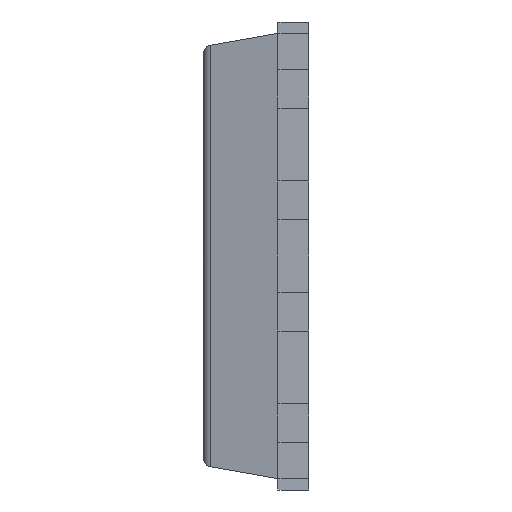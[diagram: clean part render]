
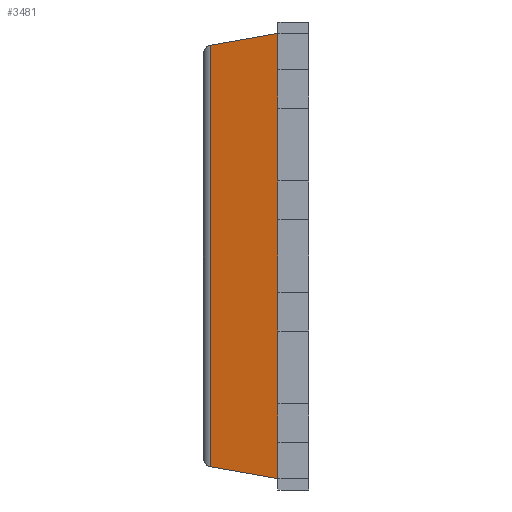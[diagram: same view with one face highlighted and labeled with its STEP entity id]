
A CAD part, left-side view. The second image highlights one B-rep face of the part: STEP entity #3481.
In plain terms, the highlighted planar face has unit normal (-0.985, 0.174, 0).
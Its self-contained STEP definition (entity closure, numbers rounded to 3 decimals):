
#108 = CARTESIAN_POINT ( 'NONE',  ( -2.815, 1.117, -2.388 ) ) ;
#115 = ORIENTED_EDGE ( 'NONE', *, *, #4957, .F. ) ;
#135 = PLANE ( 'NONE',  #4877 ) ;
#170 = LINE ( 'NONE', #3645, #3791 ) ;
#188 = ORIENTED_EDGE ( 'NONE', *, *, #4158, .F. ) ;
#190 = CARTESIAN_POINT ( 'NONE',  ( -2.95, 0.35, -0.855 ) ) ;
#193 = DIRECTION ( 'NONE',  ( 0., 0., -1. ) ) ;
#232 = CARTESIAN_POINT ( 'NONE',  ( -2.95, 0.35, 2.125 ) ) ;
#251 = EDGE_CURVE ( 'NONE', #2719, #446, #170, .T. ) ;
#300 = DIRECTION ( 'NONE',  ( 0., 0., -1. ) ) ;
#386 = LINE ( 'NONE', #4642, #5105 ) ;
#446 = VERTEX_POINT ( 'NONE', #5484 ) ;
#470 = VERTEX_POINT ( 'NONE', #232 ) ;
#496 = VECTOR ( 'NONE', #300, 1000. ) ;
#606 = CARTESIAN_POINT ( 'NONE',  ( -2.95, 0.35, 2.538 ) ) ;
#656 = LINE ( 'NONE', #1459, #5601 ) ;
#750 = DIRECTION ( 'NONE',  ( 0., 0., -1. ) ) ;
#854 = LINE ( 'NONE', #4799, #3356 ) ;
#895 = EDGE_LOOP ( 'NONE', ( #3667, #3283, #5459, #188, #3824, #5304, #5504, #5295, #115, #1777, #1998, #2031 ) ) ;
#951 = LINE ( 'NONE', #3073, #3813 ) ;
#961 = EDGE_CURVE ( 'NONE', #5567, #3500, #951, .T. ) ;
#990 = VECTOR ( 'NONE', #3768, 1000. ) ;
#1092 = CARTESIAN_POINT ( 'NONE',  ( -2.95, 0.35, 1.685 ) ) ;
#1185 = EDGE_CURVE ( 'NONE', #5301, #5567, #386, .T. ) ;
#1195 = DIRECTION ( 'NONE',  ( 0., 0., -1. ) ) ;
#1225 = CARTESIAN_POINT ( 'NONE',  ( -2.95, 0.35, -2.537 ) ) ;
#1416 = VERTEX_POINT ( 'NONE', #2249 ) ;
#1459 = CARTESIAN_POINT ( 'NONE',  ( -2.95, 0.35, -2.537 ) ) ;
#1495 = CARTESIAN_POINT ( 'NONE',  ( -2.73, 1.596, 2.318 ) ) ;
#1673 = VERTEX_POINT ( 'NONE', #4899 ) ;
#1719 = VERTEX_POINT ( 'NONE', #4365 ) ;
#1777 = ORIENTED_EDGE ( 'NONE', *, *, #251, .F. ) ;
#1834 = EDGE_CURVE ( 'NONE', #5480, #3299, #3656, .T. ) ;
#1870 = CARTESIAN_POINT ( 'NONE',  ( -2.95, 0.35, -0.415 ) ) ;
#1994 = CARTESIAN_POINT ( 'NONE',  ( -2.95, 0.35, -2.537 ) ) ;
#1998 = ORIENTED_EDGE ( 'NONE', *, *, #3752, .F. ) ;
#2031 = ORIENTED_EDGE ( 'NONE', *, *, #3907, .F. ) ;
#2249 = CARTESIAN_POINT ( 'NONE',  ( -2.95, 0.35, 0.415 ) ) ;
#2256 = CARTESIAN_POINT ( 'NONE',  ( -2.718, 1.665, -2.306 ) ) ;
#2304 = VERTEX_POINT ( 'NONE', #4619 ) ;
#2306 = DIRECTION ( 'NONE',  ( 0., 0., -1. ) ) ;
#2356 = FACE_OUTER_BOUND ( 'NONE', #895, .T. ) ;
#2389 = VECTOR ( 'NONE', #4966, 1000. ) ;
#2484 = VECTOR ( 'NONE', #750, 1000. ) ;
#2499 = CARTESIAN_POINT ( 'NONE',  ( -2.95, 0.35, -2.537 ) ) ;
#2611 = EDGE_CURVE ( 'NONE', #1673, #2304, #4874, .T. ) ;
#2693 = VECTOR ( 'NONE', #1195, 1000. ) ;
#2719 = VERTEX_POINT ( 'NONE', #1092 ) ;
#2852 = LINE ( 'NONE', #5073, #496 ) ;
#3003 = DIRECTION ( 'NONE',  ( 0., 0., -1. ) ) ;
#3005 = LINE ( 'NONE', #1994, #990 ) ;
#3050 = DIRECTION ( 'NONE',  ( 0., 0., -1. ) ) ;
#3059 = DIRECTION ( 'NONE',  ( -0.985, 0.174, 0. ) ) ;
#3073 = CARTESIAN_POINT ( 'NONE',  ( -2.95, 0.35, -2.537 ) ) ;
#3177 = VECTOR ( 'NONE', #4470, 1000. ) ;
#3217 = LINE ( 'NONE', #108, #2389 ) ;
#3255 = DIRECTION ( 'NONE',  ( 0., 0., -1. ) ) ;
#3267 = DIRECTION ( 'NONE',  ( -0.171, -0.97, 0.171 ) ) ;
#3283 = ORIENTED_EDGE ( 'NONE', *, *, #3498, .T. ) ;
#3299 = VERTEX_POINT ( 'NONE', #606 ) ;
#3356 = VECTOR ( 'NONE', #3050, 1000. ) ;
#3481 = ADVANCED_FACE ( 'NONE', ( #2356 ), #135, .T. ) ;
#3498 = EDGE_CURVE ( 'NONE', #5480, #1673, #3217, .T. ) ;
#3500 = VERTEX_POINT ( 'NONE', #4111 ) ;
#3645 = CARTESIAN_POINT ( 'NONE',  ( -2.95, 0.35, -2.537 ) ) ;
#3656 = LINE ( 'NONE', #1495, #4918 ) ;
#3667 = ORIENTED_EDGE ( 'NONE', *, *, #1834, .F. ) ;
#3752 = EDGE_CURVE ( 'NONE', #470, #2719, #4261, .T. ) ;
#3768 = DIRECTION ( 'NONE',  ( 0., 0., -1. ) ) ;
#3791 = VECTOR ( 'NONE', #2306, 1000. ) ;
#3813 = VECTOR ( 'NONE', #4822, 1000. ) ;
#3824 = ORIENTED_EDGE ( 'NONE', *, *, #5087, .F. ) ;
#3907 = EDGE_CURVE ( 'NONE', #3299, #470, #656, .T. ) ;
#4111 = CARTESIAN_POINT ( 'NONE',  ( -2.95, 0.35, -1.685 ) ) ;
#4158 = EDGE_CURVE ( 'NONE', #1719, #2304, #3005, .T. ) ;
#4261 = LINE ( 'NONE', #2499, #2484 ) ;
#4365 = CARTESIAN_POINT ( 'NONE',  ( -2.95, 0.35, -2.125 ) ) ;
#4470 = DIRECTION ( 'NONE',  ( -0.171, -0.97, -0.171 ) ) ;
#4481 = CARTESIAN_POINT ( 'NONE',  ( -2.8, 1.2, 0. ) ) ;
#4515 = EDGE_CURVE ( 'NONE', #1416, #5301, #854, .T. ) ;
#4619 = CARTESIAN_POINT ( 'NONE',  ( -2.95, 0.35, -2.537 ) ) ;
#4642 = CARTESIAN_POINT ( 'NONE',  ( -2.95, 0.35, -2.537 ) ) ;
#4799 = CARTESIAN_POINT ( 'NONE',  ( -2.95, 0.35, -2.537 ) ) ;
#4822 = DIRECTION ( 'NONE',  ( 0., 0., -1. ) ) ;
#4874 = LINE ( 'NONE', #2256, #3177 ) ;
#4877 = AXIS2_PLACEMENT_3D ( 'NONE', #4481, #3059, #193 ) ;
#4899 = CARTESIAN_POINT ( 'NONE',  ( -2.815, 1.117, -2.402 ) ) ;
#4918 = VECTOR ( 'NONE', #3267, 1000. ) ;
#4957 = EDGE_CURVE ( 'NONE', #446, #1416, #2852, .T. ) ;
#4966 = DIRECTION ( 'NONE',  ( 0., 0., -1. ) ) ;
#5073 = CARTESIAN_POINT ( 'NONE',  ( -2.95, 0.35, -2.537 ) ) ;
#5087 = EDGE_CURVE ( 'NONE', #3500, #1719, #5137, .T. ) ;
#5105 = VECTOR ( 'NONE', #3003, 1000. ) ;
#5137 = LINE ( 'NONE', #1225, #2693 ) ;
#5156 = CARTESIAN_POINT ( 'NONE',  ( -2.815, 1.117, 2.402 ) ) ;
#5295 = ORIENTED_EDGE ( 'NONE', *, *, #4515, .F. ) ;
#5301 = VERTEX_POINT ( 'NONE', #1870 ) ;
#5304 = ORIENTED_EDGE ( 'NONE', *, *, #961, .F. ) ;
#5459 = ORIENTED_EDGE ( 'NONE', *, *, #2611, .T. ) ;
#5480 = VERTEX_POINT ( 'NONE', #5156 ) ;
#5484 = CARTESIAN_POINT ( 'NONE',  ( -2.95, 0.35, 0.855 ) ) ;
#5504 = ORIENTED_EDGE ( 'NONE', *, *, #1185, .F. ) ;
#5567 = VERTEX_POINT ( 'NONE', #190 ) ;
#5601 = VECTOR ( 'NONE', #3255, 1000. ) ;
